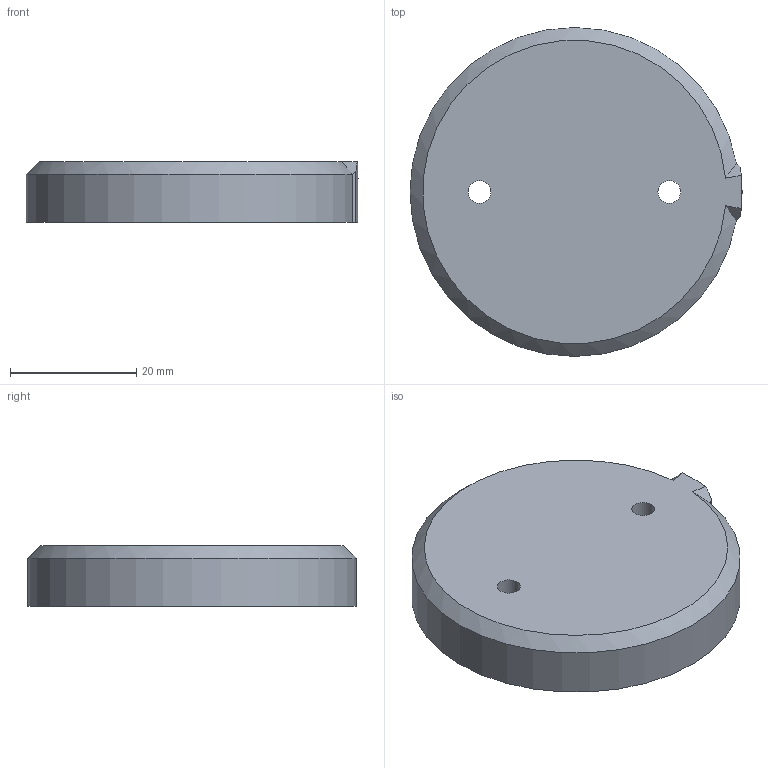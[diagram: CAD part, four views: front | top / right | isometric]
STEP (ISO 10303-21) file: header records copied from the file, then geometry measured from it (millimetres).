
FILE_DESCRIPTION(/* description */ (''),/* implementation_level */ '2;1');
FILE_NAME(/* name */ 'counter_cover.stp',/* time_stamp */ '2022-05-02T15:57:42+02:00',/* author */ ('ruben'),/* organization */ (''),/* preprocessor_version */ 'ST-DEVELOPER v18.1',/* originating_system */ 'Autodesk Inventor 2022',/* authorisation */ '');
FILE_SCHEMA (('AUTOMOTIVE_DESIGN { 1 0 10303 214 3 1 1 }'));
Length unit declared in the file: millimetre
Products named in the file (1): Deckel
Bounding box: 52.5 x 52 x 9.6 mm (x, y, z)
Volume: 13668.5 mm3; surface area: 6458.3 mm2
Topology: 1 solids, 1 shells, 21 faces, 46 edges, 30 vertices
Faces by surface type: plane 12, cylinder 8, cone 1
Full cylindrical faces by diameter (mm): 3.6 x2, 7.594 x2, 41 x1
Entity records: 647 total; most frequent: DIRECTION 109, CARTESIAN_POINT 105, ORIENTED_EDGE 92, EDGE_CURVE 46, AXIS2_PLACEMENT_3D 43, VERTEX_POINT 30, EDGE_LOOP 28, LINE 23
